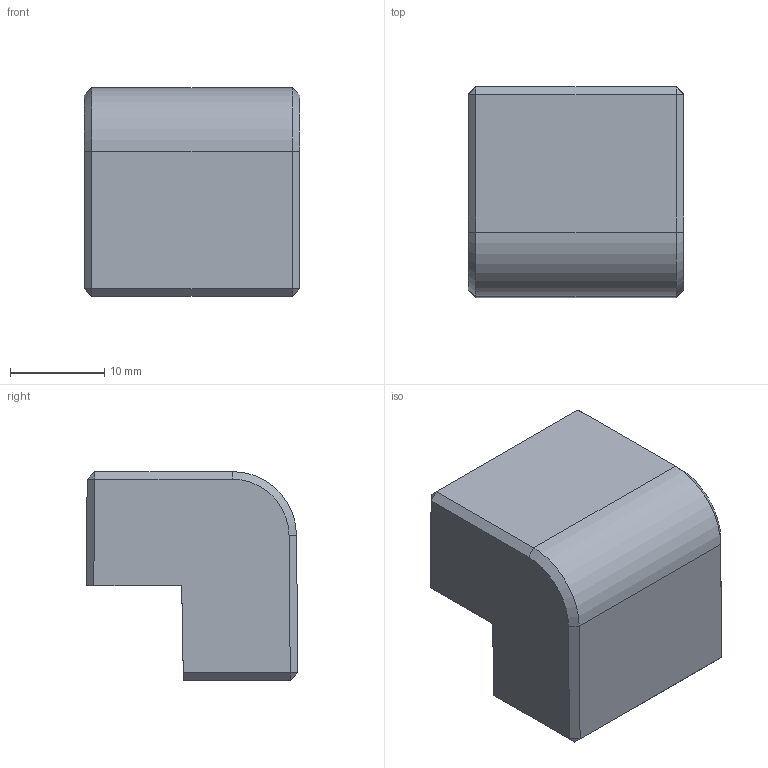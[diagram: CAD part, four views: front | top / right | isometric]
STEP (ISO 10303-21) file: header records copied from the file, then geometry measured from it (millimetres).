
FILE_DESCRIPTION(('CATIA V5 STEP Exchange','CAx-IF Rec.Pracs.--- Model Styling and Organization---1.4--- 2014-01-23'),'2;1');
FILE_NAME('638122_D004558_A-MOD-5.stp','2020-01-03T10:06:42+00:00',('none'),('none'),'CATIA Version 5-6 Release 2017 SP3','CATIA V5 STEP AP214','none');
FILE_SCHEMA(('AUTOMOTIVE_DESIGN { 1 0 10303 214 1 1 1 1 }'));
Length unit declared in the file: millimetre
Products named in the file (1): 638122_D004558_A-MOD-5
Bounding box: 22.77 x 22.39 x 22.1 mm (x, y, z)
Volume: 1592 mm3; surface area: 3200.8 mm2
Topology: 1 solids, 1 shells, 38 faces, 88 edges, 52 vertices
Faces by surface type: plane 28, cylinder 6, torus 2, cone 2
Entity records: 1061 total; most frequent: CARTESIAN_POINT 212, ORIENTED_EDGE 176, DIRECTION 148, EDGE_CURVE 88, VECTOR 63, LINE 63, VERTEX_POINT 52, AXIS2_PLACEMENT_3D 49
